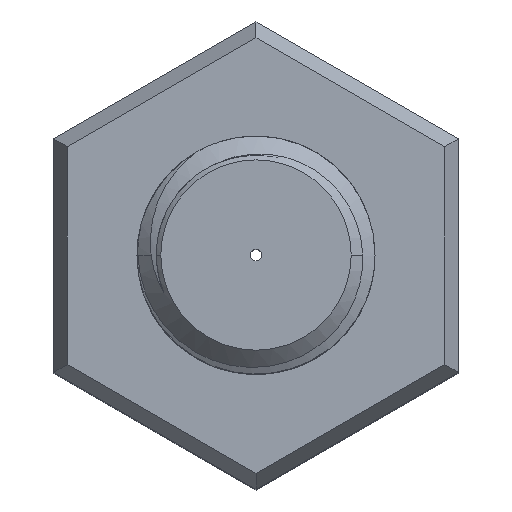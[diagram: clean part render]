
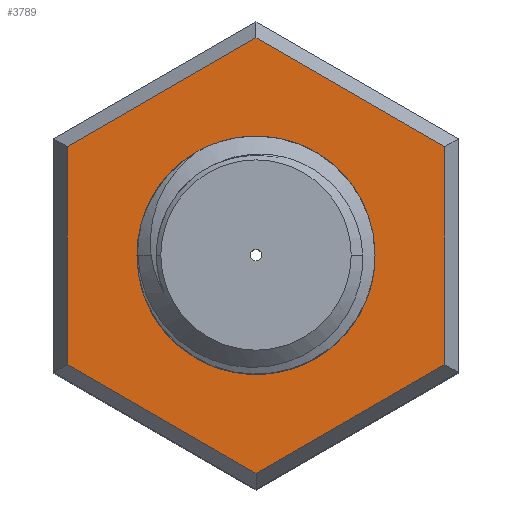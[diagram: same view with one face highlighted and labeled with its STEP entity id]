
A CAD part, top view. The second image highlights one B-rep face of the part: STEP entity #3789.
In plain terms, the highlighted planar face has unit normal (0, 0, 1).
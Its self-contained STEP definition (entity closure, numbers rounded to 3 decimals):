
#2 = CIRCLE ( 'NONE', #422, 5. ) ;
#32 = CARTESIAN_POINT ( 'NONE',  ( 7.923, 4.907, 21. ) ) ;
#51 = LINE ( 'NONE', #3136, #3999 ) ;
#56 = EDGE_CURVE ( 'NONE', #4065, #170, #2, .T. ) ;
#101 = VECTOR ( 'NONE', #797, 1000. ) ;
#170 = VERTEX_POINT ( 'NONE', #4130 ) ;
#422 = AXIS2_PLACEMENT_3D ( 'NONE', #3720, #4877, #2576 ) ;
#459 = VECTOR ( 'NONE', #1689, 1000. ) ;
#497 = EDGE_CURVE ( 'NONE', #4721, #3934, #4293, .T. ) ;
#540 = CARTESIAN_POINT ( 'NONE',  ( 0., 0., 21. ) ) ;
#595 = EDGE_LOOP ( 'NONE', ( #3201, #1051 ) ) ;
#661 = EDGE_CURVE ( 'NONE', #3934, #3414, #775, .T. ) ;
#703 = CARTESIAN_POINT ( 'NONE',  ( 7.923, -4.574, 21. ) ) ;
#775 = LINE ( 'NONE', #32, #101 ) ;
#797 = DIRECTION ( 'NONE',  ( 0., 1., 0. ) ) ;
#812 = EDGE_CURVE ( 'NONE', #1140, #2589, #51, .T. ) ;
#876 = CARTESIAN_POINT ( 'NONE',  ( 7.923, 4.574, 21. ) ) ;
#1035 = CARTESIAN_POINT ( 'NONE',  ( 0., 0., 21. ) ) ;
#1051 = ORIENTED_EDGE ( 'NONE', *, *, #56, .T. ) ;
#1079 = AXIS2_PLACEMENT_3D ( 'NONE', #540, #2497, #1755 ) ;
#1115 = EDGE_CURVE ( 'NONE', #4657, #1140, #4245, .T. ) ;
#1140 = VERTEX_POINT ( 'NONE', #3573 ) ;
#1171 = AXIS2_PLACEMENT_3D ( 'NONE', #1035, #2908, #3242 ) ;
#1209 = CARTESIAN_POINT ( 'NONE',  ( 0.289, -9.315, 21. ) ) ;
#1449 = CARTESIAN_POINT ( 'NONE',  ( 5., 0., 21. ) ) ;
#1612 = CARTESIAN_POINT ( 'NONE',  ( 8.211, -4.407, 21. ) ) ;
#1689 = DIRECTION ( 'NONE',  ( -0.866, -0.5, 0. ) ) ;
#1732 = CARTESIAN_POINT ( 'NONE',  ( -0.289, 9.315, 21. ) ) ;
#1755 = DIRECTION ( 'NONE',  ( -1., 0., 0. ) ) ;
#1828 = VECTOR ( 'NONE', #1984, 1000. ) ;
#1946 = VECTOR ( 'NONE', #2041, 1000. ) ;
#1984 = DIRECTION ( 'NONE',  ( 0.866, -0.5, 0. ) ) ;
#1988 = CARTESIAN_POINT ( 'NONE',  ( 0., -9.148, 21. ) ) ;
#2041 = DIRECTION ( 'NONE',  ( -0.866, 0.5, 0. ) ) ;
#2345 = EDGE_LOOP ( 'NONE', ( #4831, #2814, #4128, #3457, #3925, #2978 ) ) ;
#2497 = DIRECTION ( 'NONE',  ( 0., 0., -1. ) ) ;
#2576 = DIRECTION ( 'NONE',  ( -1., 0., 0. ) ) ;
#2589 = VERTEX_POINT ( 'NONE', #4444 ) ;
#2708 = CARTESIAN_POINT ( 'NONE',  ( 0., 9.148, 21. ) ) ;
#2784 = DIRECTION ( 'NONE',  ( 0.866, 0.5, 0. ) ) ;
#2814 = ORIENTED_EDGE ( 'NONE', *, *, #1115, .T. ) ;
#2908 = DIRECTION ( 'NONE',  ( 0., 0., 1. ) ) ;
#2978 = ORIENTED_EDGE ( 'NONE', *, *, #661, .T. ) ;
#3039 = FACE_OUTER_BOUND ( 'NONE', #2345, .T. ) ;
#3136 = CARTESIAN_POINT ( 'NONE',  ( -7.923, -4.907, 21. ) ) ;
#3138 = FACE_BOUND ( 'NONE', #595, .T. ) ;
#3180 = CIRCLE ( 'NONE', #1079, 5. ) ;
#3201 = ORIENTED_EDGE ( 'NONE', *, *, #4799, .T. ) ;
#3242 = DIRECTION ( 'NONE',  ( 1., 0., 0. ) ) ;
#3371 = LINE ( 'NONE', #1732, #1946 ) ;
#3414 = VERTEX_POINT ( 'NONE', #876 ) ;
#3457 = ORIENTED_EDGE ( 'NONE', *, *, #4452, .T. ) ;
#3569 = VECTOR ( 'NONE', #2784, 1000. ) ;
#3573 = CARTESIAN_POINT ( 'NONE',  ( -7.923, 4.574, 21. ) ) ;
#3720 = CARTESIAN_POINT ( 'NONE',  ( 0., 0., 21. ) ) ;
#3789 = ADVANCED_FACE ( 'NONE', ( #3039, #3138 ), #4824, .T. ) ;
#3925 = ORIENTED_EDGE ( 'NONE', *, *, #497, .T. ) ;
#3934 = VERTEX_POINT ( 'NONE', #703 ) ;
#3999 = VECTOR ( 'NONE', #4662, 1000. ) ;
#4065 = VERTEX_POINT ( 'NONE', #1449 ) ;
#4128 = ORIENTED_EDGE ( 'NONE', *, *, #812, .T. ) ;
#4130 = CARTESIAN_POINT ( 'NONE',  ( -5., 0., 21. ) ) ;
#4167 = EDGE_CURVE ( 'NONE', #3414, #4657, #3371, .T. ) ;
#4245 = LINE ( 'NONE', #4718, #459 ) ;
#4293 = LINE ( 'NONE', #1612, #3569 ) ;
#4387 = LINE ( 'NONE', #1209, #1828 ) ;
#4444 = CARTESIAN_POINT ( 'NONE',  ( -7.923, -4.574, 21. ) ) ;
#4452 = EDGE_CURVE ( 'NONE', #2589, #4721, #4387, .T. ) ;
#4657 = VERTEX_POINT ( 'NONE', #2708 ) ;
#4662 = DIRECTION ( 'NONE',  ( 0., -1., 0. ) ) ;
#4718 = CARTESIAN_POINT ( 'NONE',  ( -8.211, 4.407, 21. ) ) ;
#4721 = VERTEX_POINT ( 'NONE', #1988 ) ;
#4799 = EDGE_CURVE ( 'NONE', #170, #4065, #3180, .T. ) ;
#4824 = PLANE ( 'NONE',  #1171 ) ;
#4831 = ORIENTED_EDGE ( 'NONE', *, *, #4167, .T. ) ;
#4877 = DIRECTION ( 'NONE',  ( 0., 0., -1. ) ) ;
